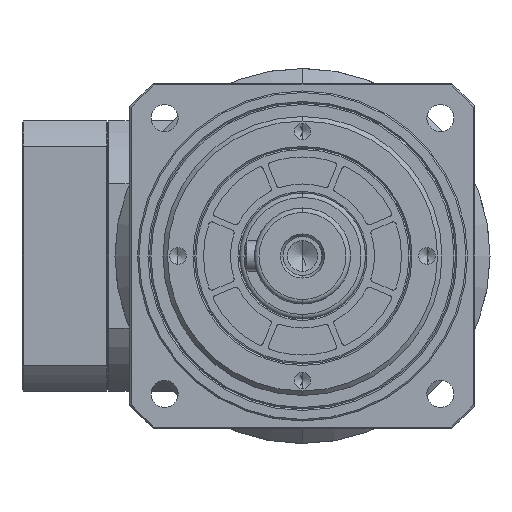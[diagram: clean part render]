
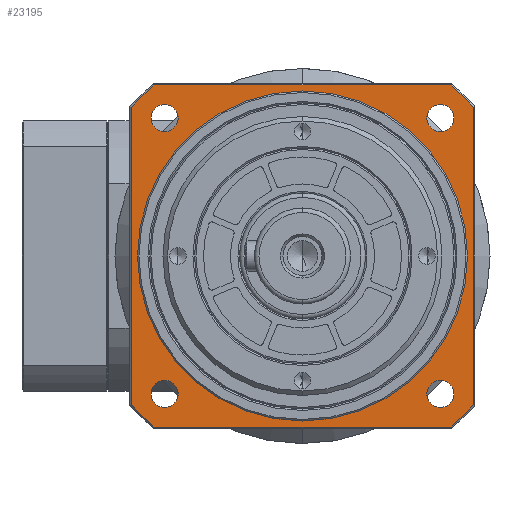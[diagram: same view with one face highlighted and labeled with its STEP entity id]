
A CAD part, left-side view. The second image highlights one B-rep face of the part: STEP entity #23195.
In plain terms, the highlighted planar face has unit normal (-1, 0, 0).
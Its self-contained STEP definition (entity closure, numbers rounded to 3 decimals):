
#21525=CARTESIAN_POINT('',(12.,-57.,-49.51));
#21543=DIRECTION('',(0.,0.,-1.));
#21544=VECTOR('',#21543,99.02);
#21545=CARTESIAN_POINT('',(12.,-57.,49.51));
#21546=LINE('',#21545,#21544);
#21547=CARTESIAN_POINT('',(12.,-57.,49.51));
#21559=CARTESIAN_POINT('',(12.,-49.51,57.));
#21566=CARTESIAN_POINT('',(12.,0.,0.));
#21567=DIRECTION('',(-1.,0.,0.));
#21568=DIRECTION('',(0.,0.656,0.755));
#21569=AXIS2_PLACEMENT_3D('',#21566,#21567,#21568);
#21571=CARTESIAN_POINT('',(12.,0.,0.));
#21572=DIRECTION('',(-1.,0.,0.));
#21573=DIRECTION('',(0.,-0.755,0.656));
#21574=AXIS2_PLACEMENT_3D('',#21571,#21572,#21573);
#21576=CARTESIAN_POINT('',(12.,0.,0.));
#21577=DIRECTION('',(-1.,0.,0.));
#21578=DIRECTION('',(0.,-0.656,-0.755));
#21579=AXIS2_PLACEMENT_3D('',#21576,#21577,#21578);
#21581=CARTESIAN_POINT('',(12.,0.,0.));
#21582=DIRECTION('',(-1.,0.,0.));
#21583=DIRECTION('',(0.,0.755,-0.656));
#21584=AXIS2_PLACEMENT_3D('',#21581,#21582,#21583);
#21586=CARTESIAN_POINT('',(12.,0.,0.));
#21587=DIRECTION('',(1.,0.,0.));
#21588=DIRECTION('',(0.,0.,-1.));
#21589=AXIS2_PLACEMENT_3D('',#21586,#21587,#21588);
#21591=CARTESIAN_POINT('',(12.,0.,0.));
#21592=DIRECTION('',(1.,0.,0.));
#21593=DIRECTION('',(0.,0.,1.));
#21594=AXIS2_PLACEMENT_3D('',#21591,#21592,#21593);
#21596=CARTESIAN_POINT('',(12.,45.962,-45.962));
#21597=DIRECTION('',(1.,0.,0.));
#21598=DIRECTION('',(0.,0.,-1.));
#21599=AXIS2_PLACEMENT_3D('',#21596,#21597,#21598);
#21601=CARTESIAN_POINT('',(12.,45.962,-45.962));
#21602=DIRECTION('',(1.,0.,0.));
#21603=DIRECTION('',(0.,0.,1.));
#21604=AXIS2_PLACEMENT_3D('',#21601,#21602,#21603);
#21606=CARTESIAN_POINT('',(12.,-45.962,-45.962));
#21607=DIRECTION('',(1.,0.,0.));
#21608=DIRECTION('',(0.,0.,-1.));
#21609=AXIS2_PLACEMENT_3D('',#21606,#21607,#21608);
#21611=CARTESIAN_POINT('',(12.,-45.962,-45.962));
#21612=DIRECTION('',(1.,0.,0.));
#21613=DIRECTION('',(0.,0.,1.));
#21614=AXIS2_PLACEMENT_3D('',#21611,#21612,#21613);
#21616=CARTESIAN_POINT('',(12.,-45.962,45.962));
#21617=DIRECTION('',(1.,0.,0.));
#21618=DIRECTION('',(0.,0.,-1.));
#21619=AXIS2_PLACEMENT_3D('',#21616,#21617,#21618);
#21621=CARTESIAN_POINT('',(12.,-45.962,45.962));
#21622=DIRECTION('',(1.,0.,0.));
#21623=DIRECTION('',(0.,0.,1.));
#21624=AXIS2_PLACEMENT_3D('',#21621,#21622,#21623);
#21626=CARTESIAN_POINT('',(12.,45.962,45.962));
#21627=DIRECTION('',(1.,0.,0.));
#21628=DIRECTION('',(0.,0.,-1.));
#21629=AXIS2_PLACEMENT_3D('',#21626,#21627,#21628);
#21631=CARTESIAN_POINT('',(12.,45.962,45.962));
#21632=DIRECTION('',(1.,0.,0.));
#21633=DIRECTION('',(0.,0.,1.));
#21634=AXIS2_PLACEMENT_3D('',#21631,#21632,#21633);
#21636=DIRECTION('',(0.,0.,1.));
#21637=VECTOR('',#21636,99.02);
#21638=CARTESIAN_POINT('',(12.,57.,-49.51));
#21639=LINE('',#21638,#21637);
#21663=DIRECTION('',(0.,-1.,0.));
#21664=VECTOR('',#21663,99.02);
#21665=CARTESIAN_POINT('',(12.,49.51,57.));
#21666=LINE('',#21665,#21664);
#21683=CARTESIAN_POINT('',(12.,49.51,-57.));
#21694=DIRECTION('',(0.,1.,0.));
#21695=VECTOR('',#21694,99.02);
#21696=CARTESIAN_POINT('',(12.,-49.51,-57.));
#21697=LINE('',#21696,#21695);
#22442=CARTESIAN_POINT('',(12.,0.,55.));
#22443=CARTESIAN_POINT('',(12.,0.,-55.));
#22444=VERTEX_POINT('',#22442);
#22445=VERTEX_POINT('',#22443);
#22450=CARTESIAN_POINT('',(12.,45.962,50.462));
#22452=VERTEX_POINT('',#22450);
#22472=VERTEX_POINT('',#21683);
#22479=CARTESIAN_POINT('',(12.,-45.962,-50.462));
#22480=CARTESIAN_POINT('',(12.,-45.962,-41.462));
#22481=VERTEX_POINT('',#22479);
#22482=VERTEX_POINT('',#22480);
#22483=CARTESIAN_POINT('',(12.,-45.962,50.462));
#22484=CARTESIAN_POINT('',(12.,-45.962,41.462));
#22485=VERTEX_POINT('',#22483);
#22486=VERTEX_POINT('',#22484);
#22526=VERTEX_POINT('',#21559);
#22527=CARTESIAN_POINT('',(12.,49.51,57.));
#22528=CARTESIAN_POINT('',(12.,57.,49.51));
#22529=VERTEX_POINT('',#22527);
#22530=VERTEX_POINT('',#22528);
#22531=CARTESIAN_POINT('',(12.,57.,-49.51));
#22532=VERTEX_POINT('',#22531);
#22569=CARTESIAN_POINT('',(12.,45.962,-41.462));
#22570=CARTESIAN_POINT('',(12.,45.962,-50.462));
#22571=VERTEX_POINT('',#22569);
#22572=VERTEX_POINT('',#22570);
#22591=VERTEX_POINT('',#21547);
#22657=CARTESIAN_POINT('',(12.,45.962,41.462));
#22658=VERTEX_POINT('',#22657);
#22671=VERTEX_POINT('',#21525);
#22676=CARTESIAN_POINT('',(12.,-49.51,-57.));
#22677=VERTEX_POINT('',#22676);
#23145=CARTESIAN_POINT('',(12.,55.,0.));
#23146=DIRECTION('',(1.,0.,0.));
#23147=DIRECTION('',(0.,0.,-1.));
#23148=AXIS2_PLACEMENT_3D('',#23145,#23146,#23147);
#23149=PLANE('',#23148);
#23151=ORIENTED_EDGE('',*,*,#23150,.T.);
#23153=ORIENTED_EDGE('',*,*,#23152,.F.);
#23155=ORIENTED_EDGE('',*,*,#23154,.T.);
#23156=ORIENTED_EDGE('',*,*,#23137,.F.);
#23157=ORIENTED_EDGE('',*,*,#23126,.T.);
#23158=ORIENTED_EDGE('',*,*,#23112,.F.);
#23160=ORIENTED_EDGE('',*,*,#23159,.T.);
#23162=ORIENTED_EDGE('',*,*,#23161,.F.);
#23163=EDGE_LOOP('',(#23151,#23153,#23155,#23156,#23157,#23158,#23160,#23162));
#23164=FACE_OUTER_BOUND('',#23163,.F.);
#23166=ORIENTED_EDGE('',*,*,#23165,.F.);
#23168=ORIENTED_EDGE('',*,*,#23167,.F.);
#23169=EDGE_LOOP('',(#23166,#23168));
#23170=FACE_BOUND('',#23169,.F.);
#23172=ORIENTED_EDGE('',*,*,#23171,.F.);
#23174=ORIENTED_EDGE('',*,*,#23173,.F.);
#23175=EDGE_LOOP('',(#23172,#23174));
#23176=FACE_BOUND('',#23175,.F.);
#23178=ORIENTED_EDGE('',*,*,#23177,.F.);
#23180=ORIENTED_EDGE('',*,*,#23179,.F.);
#23181=EDGE_LOOP('',(#23178,#23180));
#23182=FACE_BOUND('',#23181,.F.);
#23184=ORIENTED_EDGE('',*,*,#23183,.F.);
#23186=ORIENTED_EDGE('',*,*,#23185,.F.);
#23187=EDGE_LOOP('',(#23184,#23186));
#23188=FACE_BOUND('',#23187,.F.);
#23190=ORIENTED_EDGE('',*,*,#23189,.F.);
#23192=ORIENTED_EDGE('',*,*,#23191,.F.);
#23193=EDGE_LOOP('',(#23190,#23192));
#23194=FACE_BOUND('',#23193,.F.);
#23195=ADVANCED_FACE('',(#23164,#23170,#23176,#23182,#23188,#23194),#23149,.F.);
#21570=CIRCLE('',#21569,75.5);
#21575=CIRCLE('',#21574,75.5);
#21580=CIRCLE('',#21579,75.5);
#21585=CIRCLE('',#21584,75.5);
#21590=CIRCLE('',#21589,55.);
#21595=CIRCLE('',#21594,55.);
#21600=CIRCLE('',#21599,4.5);
#21605=CIRCLE('',#21604,4.5);
#21610=CIRCLE('',#21609,4.5);
#21615=CIRCLE('',#21614,4.5);
#21620=CIRCLE('',#21619,4.5);
#21625=CIRCLE('',#21624,4.5);
#21630=CIRCLE('',#21629,4.5);
#21635=CIRCLE('',#21634,4.5);
#23112=EDGE_CURVE('',#22677,#22671,#21580,.T.);
#23126=EDGE_CURVE('',#22591,#22671,#21546,.T.);
#23137=EDGE_CURVE('',#22591,#22526,#21575,.T.);
#23150=EDGE_CURVE('',#22532,#22530,#21639,.T.);
#23152=EDGE_CURVE('',#22529,#22530,#21570,.T.);
#23154=EDGE_CURVE('',#22529,#22526,#21666,.T.);
#23159=EDGE_CURVE('',#22677,#22472,#21697,.T.);
#23161=EDGE_CURVE('',#22532,#22472,#21585,.T.);
#23165=EDGE_CURVE('',#22445,#22444,#21590,.T.);
#23167=EDGE_CURVE('',#22444,#22445,#21595,.T.);
#23171=EDGE_CURVE('',#22572,#22571,#21600,.T.);
#23173=EDGE_CURVE('',#22571,#22572,#21605,.T.);
#23177=EDGE_CURVE('',#22481,#22482,#21610,.T.);
#23179=EDGE_CURVE('',#22482,#22481,#21615,.T.);
#23183=EDGE_CURVE('',#22486,#22485,#21620,.T.);
#23185=EDGE_CURVE('',#22485,#22486,#21625,.T.);
#23189=EDGE_CURVE('',#22658,#22452,#21630,.T.);
#23191=EDGE_CURVE('',#22452,#22658,#21635,.T.);
